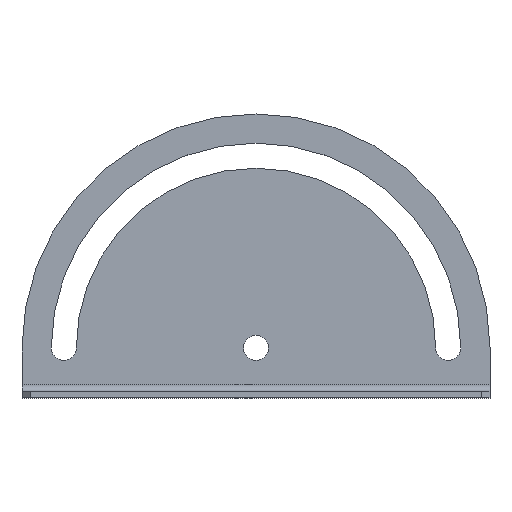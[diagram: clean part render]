
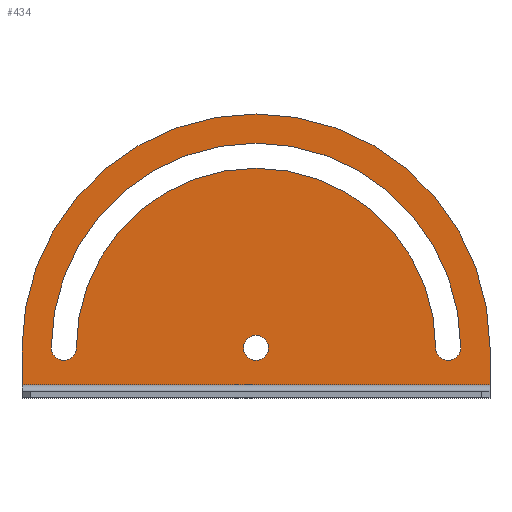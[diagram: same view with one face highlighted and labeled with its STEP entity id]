
A CAD part, top view. The second image highlights one B-rep face of the part: STEP entity #434.
In plain terms, the highlighted planar face has unit normal (0, 0, 1).
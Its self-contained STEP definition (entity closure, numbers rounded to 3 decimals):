
#1 = EDGE_CURVE ( 'NONE', #533, #508, #485, .T. ) ;
#12 = CARTESIAN_POINT ( 'NONE',  ( 70., 0., 2. ) ) ;
#32 = EDGE_CURVE ( 'NONE', #661, #489, #222, .T. ) ;
#61 = PLANE ( 'NONE',  #279 ) ;
#82 = CIRCLE ( 'NONE', #356, 3.75 ) ;
#85 = ORIENTED_EDGE ( 'NONE', *, *, #614, .F. ) ;
#105 = ORIENTED_EDGE ( 'NONE', *, *, #226, .T. ) ;
#109 = AXIS2_PLACEMENT_3D ( 'NONE', #799, #484, #370 ) ;
#121 = FACE_OUTER_BOUND ( 'NONE', #561, .T. ) ;
#127 = LINE ( 'NONE', #12, #635 ) ;
#130 = ORIENTED_EDGE ( 'NONE', *, *, #288, .F. ) ;
#134 = CARTESIAN_POINT ( 'NONE',  ( -70., 4., 2. ) ) ;
#174 = DIRECTION ( 'NONE',  ( 1., 0., 0. ) ) ;
#175 = DIRECTION ( 'NONE',  ( 1., 0., 0. ) ) ;
#177 = EDGE_CURVE ( 'NONE', #688, #802, #412, .T. ) ;
#180 = VERTEX_POINT ( 'NONE', #134 ) ;
#189 = EDGE_CURVE ( 'NONE', #654, #180, #397, .T. ) ;
#205 = DIRECTION ( 'NONE',  ( 0., 0., -1. ) ) ;
#209 = DIRECTION ( 'NONE',  ( -1., 0., 0. ) ) ;
#213 = CARTESIAN_POINT ( 'NONE',  ( 61.25, 15., 2. ) ) ;
#217 = DIRECTION ( 'NONE',  ( 0., 0., -1. ) ) ;
#219 = CARTESIAN_POINT ( 'NONE',  ( -57.5, 15., 2. ) ) ;
#222 = CIRCLE ( 'NONE', #299, 3.75 ) ;
#225 = CARTESIAN_POINT ( 'NONE',  ( 0., 15., 2. ) ) ;
#226 = EDGE_CURVE ( 'NONE', #508, #180, #443, .T. ) ;
#232 = CIRCLE ( 'NONE', #413, 61.25 ) ;
#237 = DIRECTION ( 'NONE',  ( 0., 0., 1. ) ) ;
#243 = AXIS2_PLACEMENT_3D ( 'NONE', #276, #782, #209 ) ;
#257 = VERTEX_POINT ( 'NONE', #534 ) ;
#261 = DIRECTION ( 'NONE',  ( 0., 1., 0. ) ) ;
#276 = CARTESIAN_POINT ( 'NONE',  ( 0., 15., 2. ) ) ;
#277 = FACE_BOUND ( 'NONE', #328, .T. ) ;
#279 = AXIS2_PLACEMENT_3D ( 'NONE', #657, #205, #575 ) ;
#287 = DIRECTION ( 'NONE',  ( 1., 0., 0. ) ) ;
#288 = EDGE_CURVE ( 'NONE', #489, #688, #232, .T. ) ;
#297 = CARTESIAN_POINT ( 'NONE',  ( -61.25, 15., 2. ) ) ;
#299 = AXIS2_PLACEMENT_3D ( 'NONE', #808, #559, #174 ) ;
#300 = AXIS2_PLACEMENT_3D ( 'NONE', #350, #217, #287 ) ;
#311 = ORIENTED_EDGE ( 'NONE', *, *, #189, .F. ) ;
#326 = CARTESIAN_POINT ( 'NONE',  ( -70., 0., 2. ) ) ;
#328 = EDGE_LOOP ( 'NONE', ( #85, #515 ) ) ;
#340 = ORIENTED_EDGE ( 'NONE', *, *, #1, .T. ) ;
#350 = CARTESIAN_POINT ( 'NONE',  ( 0., 15., 2. ) ) ;
#356 = AXIS2_PLACEMENT_3D ( 'NONE', #225, #787, #795 ) ;
#370 = DIRECTION ( 'NONE',  ( 1., 0., 0. ) ) ;
#387 = FACE_BOUND ( 'NONE', #601, .T. ) ;
#395 = CARTESIAN_POINT ( 'NONE',  ( 70., 4., 2. ) ) ;
#397 = LINE ( 'NONE', #395, #548 ) ;
#412 = CIRCLE ( 'NONE', #726, 3.75 ) ;
#413 = AXIS2_PLACEMENT_3D ( 'NONE', #746, #237, #175 ) ;
#421 = CARTESIAN_POINT ( 'NONE',  ( 70., 15., 2. ) ) ;
#429 = EDGE_CURVE ( 'NONE', #654, #533, #127, .T. ) ;
#434 = ADVANCED_FACE ( 'NONE', ( #277, #387, #121 ), #61, .F. ) ;
#443 = LINE ( 'NONE', #326, #747 ) ;
#477 = DIRECTION ( 'NONE',  ( 0., 0., 1. ) ) ;
#479 = CIRCLE ( 'NONE', #109, 3.75 ) ;
#484 = DIRECTION ( 'NONE',  ( 0., 0., 1. ) ) ;
#485 = CIRCLE ( 'NONE', #243, 70. ) ;
#489 = VERTEX_POINT ( 'NONE', #213 ) ;
#496 = CIRCLE ( 'NONE', #300, 53.75 ) ;
#508 = VERTEX_POINT ( 'NONE', #542 ) ;
#515 = ORIENTED_EDGE ( 'NONE', *, *, #668, .F. ) ;
#520 = ORIENTED_EDGE ( 'NONE', *, *, #429, .T. ) ;
#532 = CARTESIAN_POINT ( 'NONE',  ( 3.75, 15., 2. ) ) ;
#533 = VERTEX_POINT ( 'NONE', #421 ) ;
#534 = CARTESIAN_POINT ( 'NONE',  ( -3.75, 15., 2. ) ) ;
#542 = CARTESIAN_POINT ( 'NONE',  ( -70., 15., 2. ) ) ;
#548 = VECTOR ( 'NONE', #756, 1000. ) ;
#549 = ORIENTED_EDGE ( 'NONE', *, *, #177, .F. ) ;
#559 = DIRECTION ( 'NONE',  ( 0., 0., 1. ) ) ;
#561 = EDGE_LOOP ( 'NONE', ( #311, #520, #340, #105 ) ) ;
#575 = DIRECTION ( 'NONE',  ( -1., 0., 0. ) ) ;
#599 = EDGE_CURVE ( 'NONE', #802, #661, #496, .T. ) ;
#601 = EDGE_LOOP ( 'NONE', ( #698, #823, #549, #130 ) ) ;
#611 = CARTESIAN_POINT ( 'NONE',  ( 70., 4., 2. ) ) ;
#613 = VERTEX_POINT ( 'NONE', #532 ) ;
#614 = EDGE_CURVE ( 'NONE', #613, #257, #82, .T. ) ;
#635 = VECTOR ( 'NONE', #261, 1000. ) ;
#654 = VERTEX_POINT ( 'NONE', #611 ) ;
#657 = CARTESIAN_POINT ( 'NONE',  ( 0., 15., 2. ) ) ;
#661 = VERTEX_POINT ( 'NONE', #745 ) ;
#668 = EDGE_CURVE ( 'NONE', #257, #613, #479, .T. ) ;
#688 = VERTEX_POINT ( 'NONE', #297 ) ;
#695 = DIRECTION ( 'NONE',  ( 0., -1., 0. ) ) ;
#698 = ORIENTED_EDGE ( 'NONE', *, *, #32, .F. ) ;
#726 = AXIS2_PLACEMENT_3D ( 'NONE', #219, #477, #780 ) ;
#745 = CARTESIAN_POINT ( 'NONE',  ( 53.75, 15., 2. ) ) ;
#746 = CARTESIAN_POINT ( 'NONE',  ( 0., 15., 2. ) ) ;
#747 = VECTOR ( 'NONE', #695, 1000. ) ;
#756 = DIRECTION ( 'NONE',  ( -1., 0., 0. ) ) ;
#780 = DIRECTION ( 'NONE',  ( 1., 0., 0. ) ) ;
#782 = DIRECTION ( 'NONE',  ( 0., 0., 1. ) ) ;
#787 = DIRECTION ( 'NONE',  ( 0., 0., 1. ) ) ;
#795 = DIRECTION ( 'NONE',  ( 1., 0., 0. ) ) ;
#799 = CARTESIAN_POINT ( 'NONE',  ( 0., 15., 2. ) ) ;
#802 = VERTEX_POINT ( 'NONE', #827 ) ;
#808 = CARTESIAN_POINT ( 'NONE',  ( 57.5, 15., 2. ) ) ;
#823 = ORIENTED_EDGE ( 'NONE', *, *, #599, .F. ) ;
#827 = CARTESIAN_POINT ( 'NONE',  ( -53.75, 15., 2. ) ) ;
